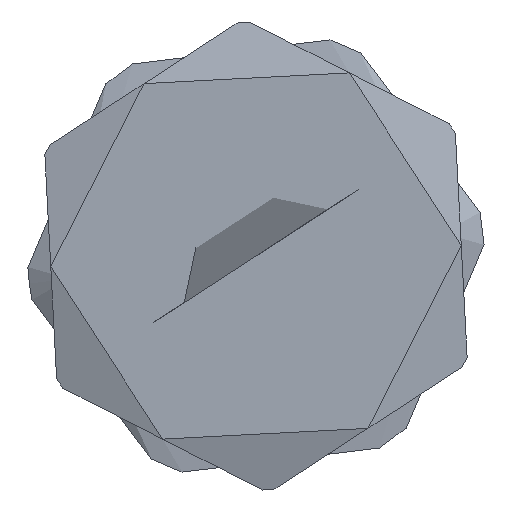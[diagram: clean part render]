
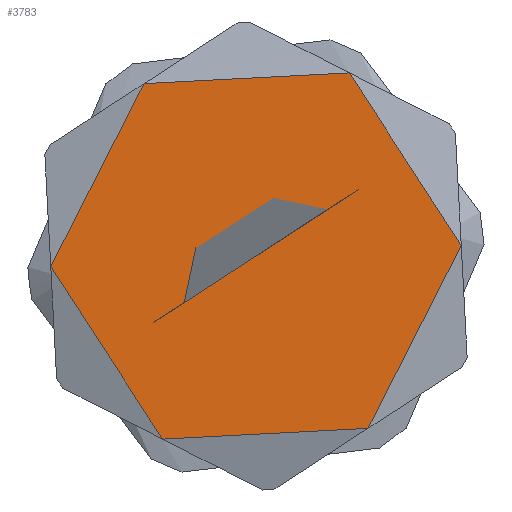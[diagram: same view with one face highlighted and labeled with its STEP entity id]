
A CAD part, left-side view. The second image highlights one B-rep face of the part: STEP entity #3783.
In plain terms, the highlighted free-form (B-spline) face has degree [1, 1] with [2, 2] control points.
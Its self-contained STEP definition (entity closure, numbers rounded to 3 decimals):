
#3022 = VERTEX_POINT('',#3023);
#3023 = CARTESIAN_POINT('',(-15.588,16.,9.));
#3061 = VERTEX_POINT('',#3062);
#3062 = CARTESIAN_POINT('',(15.588,16.,9.));
#3130 = VERTEX_POINT('',#3131);
#3131 = CARTESIAN_POINT('',(-15.588,16.,-9.));
#3169 = VERTEX_POINT('',#3170);
#3170 = CARTESIAN_POINT('',(0.,16.,18.));
#3223 = VERTEX_POINT('',#3224);
#3224 = CARTESIAN_POINT('',(15.588,16.,-9.));
#3277 = VERTEX_POINT('',#3278);
#3278 = CARTESIAN_POINT('',(0.,16.,-18.));
#3329 = EDGE_CURVE('',#3223,#3277,#3330,.T.);
#3330 = ( BOUNDED_CURVE() B_SPLINE_CURVE(2,(#3331,#3332,#3333),
.UNSPECIFIED.,.F.,.F.) B_SPLINE_CURVE_WITH_KNOTS((3,3),(3.665,
4.712),.PIECEWISE_BEZIER_KNOTS.) CURVE() 
GEOMETRIC_REPRESENTATION_ITEM() RATIONAL_B_SPLINE_CURVE((1.,
0.866,1.)) REPRESENTATION_ITEM('') );
#3331 = CARTESIAN_POINT('',(15.588,16.,-9.));
#3332 = CARTESIAN_POINT('',(10.392,16.,-18.));
#3333 = CARTESIAN_POINT('',(0.,16.,-18.));
#3353 = EDGE_CURVE('',#3022,#3169,#3354,.T.);
#3354 = ( BOUNDED_CURVE() B_SPLINE_CURVE(2,(#3355,#3356,#3357),
.UNSPECIFIED.,.F.,.F.) B_SPLINE_CURVE_WITH_KNOTS((3,3),(0.524,
1.571),.PIECEWISE_BEZIER_KNOTS.) CURVE() 
GEOMETRIC_REPRESENTATION_ITEM() RATIONAL_B_SPLINE_CURVE((1.,
0.866,1.)) REPRESENTATION_ITEM('') );
#3355 = CARTESIAN_POINT('',(-15.588,16.,9.));
#3356 = CARTESIAN_POINT('',(-10.392,16.,18.));
#3357 = CARTESIAN_POINT('',(0.,16.,18.));
#3384 = EDGE_CURVE('',#3277,#3130,#3385,.T.);
#3385 = ( BOUNDED_CURVE() B_SPLINE_CURVE(2,(#3386,#3387,#3388),
.UNSPECIFIED.,.F.,.F.) B_SPLINE_CURVE_WITH_KNOTS((3,3),(4.712,
5.76),.PIECEWISE_BEZIER_KNOTS.) CURVE() 
GEOMETRIC_REPRESENTATION_ITEM() RATIONAL_B_SPLINE_CURVE((1.,
0.866,1.)) REPRESENTATION_ITEM('') );
#3386 = CARTESIAN_POINT('',(0.,16.,-18.));
#3387 = CARTESIAN_POINT('',(-10.392,16.,-18.));
#3388 = CARTESIAN_POINT('',(-15.588,16.,-9.));
#3408 = EDGE_CURVE('',#3169,#3061,#3409,.T.);
#3409 = ( BOUNDED_CURVE() B_SPLINE_CURVE(2,(#3410,#3411,#3412),
.UNSPECIFIED.,.F.,.F.) B_SPLINE_CURVE_WITH_KNOTS((3,3),(1.571,
2.618),.PIECEWISE_BEZIER_KNOTS.) CURVE() 
GEOMETRIC_REPRESENTATION_ITEM() RATIONAL_B_SPLINE_CURVE((1.,
0.866,1.)) REPRESENTATION_ITEM('') );
#3410 = CARTESIAN_POINT('',(0.,16.,18.));
#3411 = CARTESIAN_POINT('',(10.392,16.,18.));
#3412 = CARTESIAN_POINT('',(15.588,16.,9.));
#3425 = EDGE_CURVE('',#3061,#3223,#3426,.T.);
#3426 = ( BOUNDED_CURVE() B_SPLINE_CURVE(2,(#3427,#3428,#3429),
.UNSPECIFIED.,.F.,.F.) B_SPLINE_CURVE_WITH_KNOTS((3,3),(2.618,
3.665),.PIECEWISE_BEZIER_KNOTS.) CURVE() 
GEOMETRIC_REPRESENTATION_ITEM() RATIONAL_B_SPLINE_CURVE((1.,
0.866,1.)) REPRESENTATION_ITEM('') );
#3427 = CARTESIAN_POINT('',(15.588,16.,9.));
#3428 = CARTESIAN_POINT('',(20.785,16.,0.));
#3429 = CARTESIAN_POINT('',(15.588,16.,-9.));
#3737 = EDGE_CURVE('',#3738,#3740,#3742,.T.);
#3738 = VERTEX_POINT('',#3739);
#3739 = CARTESIAN_POINT('',(-10.668,16.,0.));
#3740 = VERTEX_POINT('',#3741);
#3741 = CARTESIAN_POINT('',(10.668,16.,0.));
#3742 = ( BOUNDED_CURVE() B_SPLINE_CURVE(2,(#3743,#3744,#3745,#3746,
#3747),.UNSPECIFIED.,.F.,.F.) B_SPLINE_CURVE_WITH_KNOTS((3,2,3),(0.,
1.571,3.142),.UNSPECIFIED.) CURVE() 
GEOMETRIC_REPRESENTATION_ITEM() RATIONAL_B_SPLINE_CURVE((1.,
0.707,1.,0.707,1.)) REPRESENTATION_ITEM('') );
#3743 = CARTESIAN_POINT('',(-10.668,16.,0.));
#3744 = CARTESIAN_POINT('',(-10.668,16.,10.668));
#3745 = CARTESIAN_POINT('',(0.,16.,10.668));
#3746 = CARTESIAN_POINT('',(10.668,16.,10.668));
#3747 = CARTESIAN_POINT('',(10.668,16.,0.));
#3749 = EDGE_CURVE('',#3740,#3738,#3750,.T.);
#3750 = ( BOUNDED_CURVE() B_SPLINE_CURVE(2,(#3751,#3752,#3753,#3754,
#3755),.UNSPECIFIED.,.F.,.F.) B_SPLINE_CURVE_WITH_KNOTS((3,2,3),(
    3.142,4.712,6.283),
.PIECEWISE_BEZIER_KNOTS.) CURVE() GEOMETRIC_REPRESENTATION_ITEM() 
RATIONAL_B_SPLINE_CURVE((1.,0.707,1.,0.707,1.)) 
REPRESENTATION_ITEM('') );
#3751 = CARTESIAN_POINT('',(10.668,16.,0.));
#3752 = CARTESIAN_POINT('',(10.668,16.,-10.668));
#3753 = CARTESIAN_POINT('',(0.,16.,-10.668));
#3754 = CARTESIAN_POINT('',(-10.668,16.,-10.668));
#3755 = CARTESIAN_POINT('',(-10.668,16.,0.));
#3783 = ADVANCED_FACE('',(#3784,#3797),#3801,.T.);
#3784 = FACE_BOUND('',#3785,.T.);
#3785 = EDGE_LOOP('',(#3786,#3792,#3793,#3794,#3795,#3796));
#3786 = ORIENTED_EDGE('',*,*,#3787,.F.);
#3787 = EDGE_CURVE('',#3130,#3022,#3788,.T.);
#3788 = ( BOUNDED_CURVE() B_SPLINE_CURVE(2,(#3789,#3790,#3791),
.UNSPECIFIED.,.F.,.F.) B_SPLINE_CURVE_WITH_KNOTS((3,3),(-0.524,
0.524),.PIECEWISE_BEZIER_KNOTS.) CURVE() 
GEOMETRIC_REPRESENTATION_ITEM() RATIONAL_B_SPLINE_CURVE((1.,
0.866,1.)) REPRESENTATION_ITEM('') );
#3789 = CARTESIAN_POINT('',(-15.588,16.,-9.));
#3790 = CARTESIAN_POINT('',(-20.785,16.,0.));
#3791 = CARTESIAN_POINT('',(-15.588,16.,9.));
#3792 = ORIENTED_EDGE('',*,*,#3384,.F.);
#3793 = ORIENTED_EDGE('',*,*,#3329,.F.);
#3794 = ORIENTED_EDGE('',*,*,#3425,.F.);
#3795 = ORIENTED_EDGE('',*,*,#3408,.F.);
#3796 = ORIENTED_EDGE('',*,*,#3353,.F.);
#3797 = FACE_BOUND('',#3798,.T.);
#3798 = EDGE_LOOP('',(#3799,#3800));
#3799 = ORIENTED_EDGE('',*,*,#3737,.T.);
#3800 = ORIENTED_EDGE('',*,*,#3749,.T.);
#3801 = B_SPLINE_SURFACE_WITH_KNOTS('',1,1,(
    (#3802,#3803)
    ,(#3804,#3805
  )),.UNSPECIFIED.,.F.,.F.,.F.,(2,2),(2,2),(-1.801,1.801),(
    -0.646,3.513),.PIECEWISE_BEZIER_KNOTS.);
#3802 = CARTESIAN_POINT('',(-20.795,16.,18.01));
#3803 = CARTESIAN_POINT('',(20.795,16.,18.01));
#3804 = CARTESIAN_POINT('',(-20.795,16.,-18.01));
#3805 = CARTESIAN_POINT('',(20.795,16.,-18.01));
